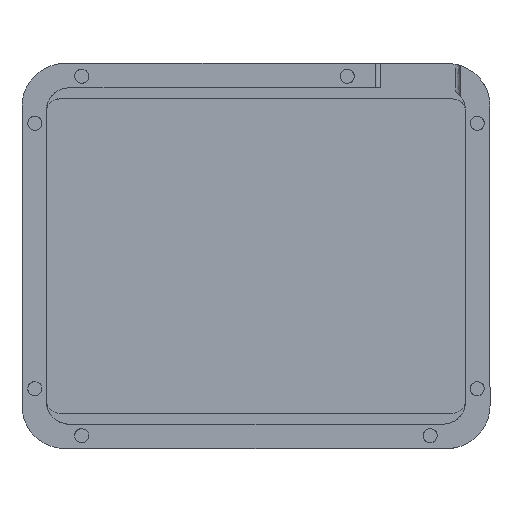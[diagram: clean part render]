
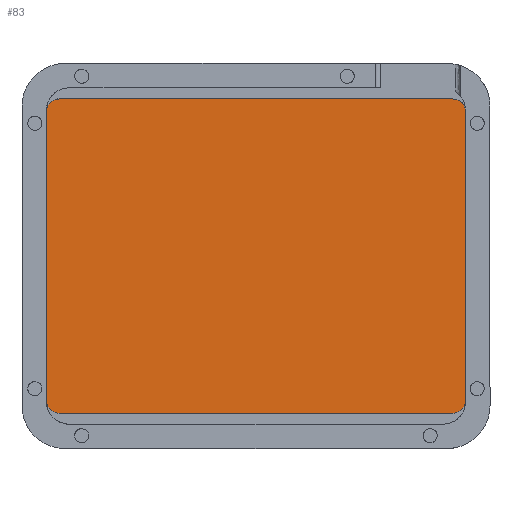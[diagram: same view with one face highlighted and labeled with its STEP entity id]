
A CAD part, top view. The second image highlights one B-rep face of the part: STEP entity #83.
In plain terms, the highlighted planar face has unit normal (0, 0, 1).
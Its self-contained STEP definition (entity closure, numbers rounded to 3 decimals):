
#83=ADVANCED_FACE('',(#139),#841,.T.);
#139=FACE_OUTER_BOUND('',#203,.T.);
#203=EDGE_LOOP('',(#429,#430,#431,#432,#433,#434,#435,#436));
#429=ORIENTED_EDGE('',*,*,#515,.T.);
#430=ORIENTED_EDGE('',*,*,#572,.T.);
#431=ORIENTED_EDGE('',*,*,#583,.F.);
#432=ORIENTED_EDGE('',*,*,#573,.T.);
#433=ORIENTED_EDGE('',*,*,#574,.F.);
#434=ORIENTED_EDGE('',*,*,#537,.T.);
#435=ORIENTED_EDGE('',*,*,#539,.T.);
#436=ORIENTED_EDGE('',*,*,#535,.F.);
#515=EDGE_CURVE('',#769,#770,#617,.T.);
#535=EDGE_CURVE('',#769,#789,#699,.T.);
#537=EDGE_CURVE('',#790,#791,#700,.T.);
#539=EDGE_CURVE('',#791,#789,#634,.T.);
#572=EDGE_CURVE('',#770,#792,#718,.T.);
#573=EDGE_CURVE('',#794,#793,#719,.T.);
#574=EDGE_CURVE('',#790,#793,#650,.T.);
#583=EDGE_CURVE('',#794,#792,#659,.T.);
#617=B_SPLINE_CURVE_WITH_KNOTS('',1,(#1418,#1419),.UNSPECIFIED.,.F.,.F.,
(2,2),(-67.9,-0.3),.UNSPECIFIED.);
#634=B_SPLINE_CURVE_WITH_KNOTS('',1,(#1491,#1492),.UNSPECIFIED.,.F.,.F.,
(2,2),(-46.125,42.156),.UNSPECIFIED.);
#650=B_SPLINE_CURVE_WITH_KNOTS('',1,(#1593,#1594),.UNSPECIFIED.,.F.,.F.,
(2,2),(17.458,51.109),.UNSPECIFIED.);
#659=B_SPLINE_CURVE_WITH_KNOTS('',1,(#1634,#1635),.UNSPECIFIED.,.F.,.F.,
(2,2),(-47.563,44.686),.UNSPECIFIED.);
#699=(
BOUNDED_CURVE()
B_SPLINE_CURVE(2,(#1481,#1482,#1483),.UNSPECIFIED.,.F.,.F.)
B_SPLINE_CURVE_WITH_KNOTS((3,3),(2.906,7.619),
 .UNSPECIFIED.)
CURVE()
GEOMETRIC_REPRESENTATION_ITEM()
RATIONAL_B_SPLINE_CURVE((1.,0.707,1.))
REPRESENTATION_ITEM('')
);
#700=(
BOUNDED_CURVE()
B_SPLINE_CURVE(2,(#1486,#1487,#1488),.UNSPECIFIED.,.F.,.F.)
B_SPLINE_CURVE_WITH_KNOTS((3,3),(2.906,7.619),
 .UNSPECIFIED.)
CURVE()
GEOMETRIC_REPRESENTATION_ITEM()
RATIONAL_B_SPLINE_CURVE((1.,0.707,1.))
REPRESENTATION_ITEM('')
);
#718=(
BOUNDED_CURVE()
B_SPLINE_CURVE(2,(#1587,#1588,#1589),.UNSPECIFIED.,.F.,.F.)
B_SPLINE_CURVE_WITH_KNOTS((3,3),(2.906,7.619),
 .UNSPECIFIED.)
CURVE()
GEOMETRIC_REPRESENTATION_ITEM()
RATIONAL_B_SPLINE_CURVE((1.,0.707,1.))
REPRESENTATION_ITEM('')
);
#719=(
BOUNDED_CURVE()
B_SPLINE_CURVE(2,(#1590,#1591,#1592),.UNSPECIFIED.,.F.,.F.)
B_SPLINE_CURVE_WITH_KNOTS((3,3),(-7.619,-2.906),
 .UNSPECIFIED.)
CURVE()
GEOMETRIC_REPRESENTATION_ITEM()
RATIONAL_B_SPLINE_CURVE((1.,0.707,1.))
REPRESENTATION_ITEM('')
);
#769=VERTEX_POINT('',#1150);
#770=VERTEX_POINT('',#1151);
#789=VERTEX_POINT('',#1170);
#790=VERTEX_POINT('',#1171);
#791=VERTEX_POINT('',#1172);
#792=VERTEX_POINT('',#1173);
#793=VERTEX_POINT('',#1174);
#794=VERTEX_POINT('',#1175);
#841=PLANE('',#926);
#926=AXIS2_PLACEMENT_3D('',#1100,#977,$);
#977=DIRECTION('',(0.,0.,1.));
#1100=CARTESIAN_POINT('',(-49.125,-36.8,2.));
#1150=CARTESIAN_POINT('',(49.125,-33.8,2.));
#1151=CARTESIAN_POINT('',(49.125,33.8,2.));
#1170=CARTESIAN_POINT('',(46.125,-36.8,2.));
#1171=CARTESIAN_POINT('',(-49.125,-33.8,2.));
#1172=CARTESIAN_POINT('',(-46.125,-36.8,2.));
#1173=CARTESIAN_POINT('',(46.125,36.8,2.));
#1174=CARTESIAN_POINT('',(-49.125,33.8,2.));
#1175=CARTESIAN_POINT('',(-46.125,36.8,2.));
#1418=CARTESIAN_POINT('',(49.125,-33.8,2.));
#1419=CARTESIAN_POINT('',(49.125,33.8,2.));
#1481=CARTESIAN_POINT('',(49.125,-33.8,2.));
#1482=CARTESIAN_POINT('',(49.125,-36.8,2.));
#1483=CARTESIAN_POINT('',(46.125,-36.8,2.));
#1486=CARTESIAN_POINT('',(-49.125,-33.8,2.));
#1487=CARTESIAN_POINT('',(-49.125,-36.8,2.));
#1488=CARTESIAN_POINT('',(-46.125,-36.8,2.));
#1491=CARTESIAN_POINT('',(-46.125,-36.8,2.));
#1492=CARTESIAN_POINT('',(46.125,-36.8,2.));
#1587=CARTESIAN_POINT('',(49.125,33.8,2.));
#1588=CARTESIAN_POINT('',(49.125,36.8,2.));
#1589=CARTESIAN_POINT('',(46.125,36.8,2.));
#1590=CARTESIAN_POINT('',(-46.125,36.8,2.));
#1591=CARTESIAN_POINT('',(-49.125,36.8,2.));
#1592=CARTESIAN_POINT('',(-49.125,33.8,2.));
#1593=CARTESIAN_POINT('',(-49.125,-33.8,2.));
#1594=CARTESIAN_POINT('',(-49.125,33.8,2.));
#1634=CARTESIAN_POINT('',(-46.125,36.8,2.));
#1635=CARTESIAN_POINT('',(46.125,36.8,2.));
